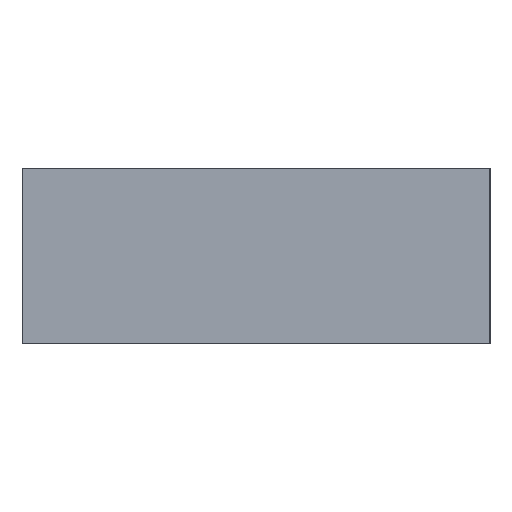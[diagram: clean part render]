
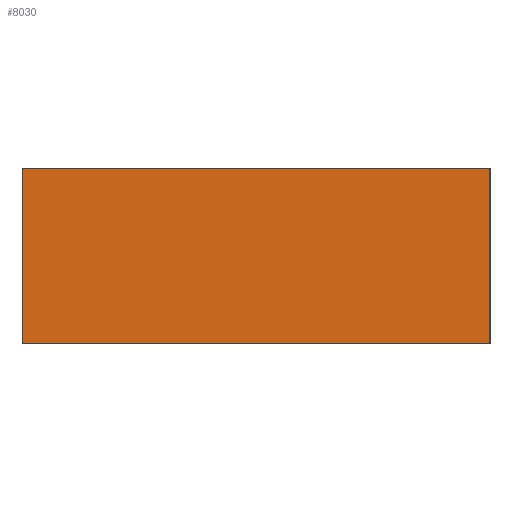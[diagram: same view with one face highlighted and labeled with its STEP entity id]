
A CAD part, left-side view. The second image highlights one B-rep face of the part: STEP entity #8030.
In plain terms, the highlighted planar face has unit normal (-1, 0, 0).
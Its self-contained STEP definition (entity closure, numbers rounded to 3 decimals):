
#714 = PLANE('',#715);
#715 = AXIS2_PLACEMENT_3D('',#716,#717,#718);
#716 = CARTESIAN_POINT('',(0.,0.8,0.));
#717 = DIRECTION('',(0.,1.,0.));
#718 = DIRECTION('',(0.,0.,1.));
#1103 = PLANE('',#1104);
#1104 = AXIS2_PLACEMENT_3D('',#1105,#1106,#1107);
#1105 = CARTESIAN_POINT('',(-1.6,-0.8,0.6));
#1106 = DIRECTION('',(0.,0.,1.));
#1107 = DIRECTION('',(1.,0.,0.));
#3587 = PLANE('',#3588);
#3588 = AXIS2_PLACEMENT_3D('',#3589,#3590,#3591);
#3589 = CARTESIAN_POINT('',(0.,-0.8,0.));
#3590 = DIRECTION('',(0.,1.,0.));
#3591 = DIRECTION('',(0.,0.,1.));
#3831 = VERTEX_POINT('',#3832);
#3832 = CARTESIAN_POINT('',(-1.6,0.8,0.));
#3846 = PLANE('',#3847);
#3847 = AXIS2_PLACEMENT_3D('',#3848,#3849,#3850);
#3848 = CARTESIAN_POINT('',(-1.15,-0.8,0.));
#3849 = DIRECTION('',(0.,0.,-1.));
#3850 = DIRECTION('',(-1.,0.,0.));
#3858 = EDGE_CURVE('',#3831,#3859,#3861,.T.);
#3859 = VERTEX_POINT('',#3860);
#3860 = CARTESIAN_POINT('',(-1.6,0.8,0.6));
#3861 = SURFACE_CURVE('',#3862,(#3866,#3873),.PCURVE_S1.);
#3862 = LINE('',#3863,#3864);
#3863 = CARTESIAN_POINT('',(-1.6,0.8,0.));
#3864 = VECTOR('',#3865,1.);
#3865 = DIRECTION('',(0.,0.,1.));
#3866 = PCURVE('',#714,#3867);
#3867 = DEFINITIONAL_REPRESENTATION('',(#3868),#3872);
#3868 = LINE('',#3869,#3870);
#3869 = CARTESIAN_POINT('',(0.,-1.6));
#3870 = VECTOR('',#3871,1.);
#3871 = DIRECTION('',(1.,0.));
#3872 = ( GEOMETRIC_REPRESENTATION_CONTEXT(2) 
PARAMETRIC_REPRESENTATION_CONTEXT() REPRESENTATION_CONTEXT('2D SPACE',''
  ) );
#3873 = PCURVE('',#3874,#3879);
#3874 = PLANE('',#3875);
#3875 = AXIS2_PLACEMENT_3D('',#3876,#3877,#3878);
#3876 = CARTESIAN_POINT('',(-1.6,-0.8,0.));
#3877 = DIRECTION('',(-1.,0.,0.));
#3878 = DIRECTION('',(0.,0.,1.));
#3879 = DEFINITIONAL_REPRESENTATION('',(#3880),#3884);
#3880 = LINE('',#3881,#3882);
#3881 = CARTESIAN_POINT('',(0.,1.6));
#3882 = VECTOR('',#3883,1.);
#3883 = DIRECTION('',(1.,0.));
#3884 = ( GEOMETRIC_REPRESENTATION_CONTEXT(2) 
PARAMETRIC_REPRESENTATION_CONTEXT() REPRESENTATION_CONTEXT('2D SPACE',''
  ) );
#4219 = EDGE_CURVE('',#4220,#3859,#4222,.T.);
#4220 = VERTEX_POINT('',#4221);
#4221 = CARTESIAN_POINT('',(-1.6,-0.8,0.6));
#4222 = SURFACE_CURVE('',#4223,(#4227,#4234),.PCURVE_S1.);
#4223 = LINE('',#4224,#4225);
#4224 = CARTESIAN_POINT('',(-1.6,-0.8,0.6));
#4225 = VECTOR('',#4226,1.);
#4226 = DIRECTION('',(0.,1.,0.));
#4227 = PCURVE('',#1103,#4228);
#4228 = DEFINITIONAL_REPRESENTATION('',(#4229),#4233);
#4229 = LINE('',#4230,#4231);
#4230 = CARTESIAN_POINT('',(0.,0.));
#4231 = VECTOR('',#4232,1.);
#4232 = DIRECTION('',(0.,1.));
#4233 = ( GEOMETRIC_REPRESENTATION_CONTEXT(2) 
PARAMETRIC_REPRESENTATION_CONTEXT() REPRESENTATION_CONTEXT('2D SPACE',''
  ) );
#4234 = PCURVE('',#3874,#4235);
#4235 = DEFINITIONAL_REPRESENTATION('',(#4236),#4240);
#4236 = LINE('',#4237,#4238);
#4237 = CARTESIAN_POINT('',(0.6,0.));
#4238 = VECTOR('',#4239,1.);
#4239 = DIRECTION('',(0.,1.));
#4240 = ( GEOMETRIC_REPRESENTATION_CONTEXT(2) 
PARAMETRIC_REPRESENTATION_CONTEXT() REPRESENTATION_CONTEXT('2D SPACE',''
  ) );
#7863 = VERTEX_POINT('',#7864);
#7864 = CARTESIAN_POINT('',(-1.6,-0.8,0.));
#7885 = EDGE_CURVE('',#7863,#4220,#7886,.T.);
#7886 = SURFACE_CURVE('',#7887,(#7891,#7898),.PCURVE_S1.);
#7887 = LINE('',#7888,#7889);
#7888 = CARTESIAN_POINT('',(-1.6,-0.8,0.));
#7889 = VECTOR('',#7890,1.);
#7890 = DIRECTION('',(0.,0.,1.));
#7891 = PCURVE('',#3587,#7892);
#7892 = DEFINITIONAL_REPRESENTATION('',(#7893),#7897);
#7893 = LINE('',#7894,#7895);
#7894 = CARTESIAN_POINT('',(0.,-1.6));
#7895 = VECTOR('',#7896,1.);
#7896 = DIRECTION('',(1.,0.));
#7897 = ( GEOMETRIC_REPRESENTATION_CONTEXT(2) 
PARAMETRIC_REPRESENTATION_CONTEXT() REPRESENTATION_CONTEXT('2D SPACE',''
  ) );
#7898 = PCURVE('',#3874,#7899);
#7899 = DEFINITIONAL_REPRESENTATION('',(#7900),#7904);
#7900 = LINE('',#7901,#7902);
#7901 = CARTESIAN_POINT('',(0.,0.));
#7902 = VECTOR('',#7903,1.);
#7903 = DIRECTION('',(1.,0.));
#7904 = ( GEOMETRIC_REPRESENTATION_CONTEXT(2) 
PARAMETRIC_REPRESENTATION_CONTEXT() REPRESENTATION_CONTEXT('2D SPACE',''
  ) );
#8030 = ADVANCED_FACE('',(#8031),#3874,.T.);
#8031 = FACE_BOUND('',#8032,.T.);
#8032 = EDGE_LOOP('',(#8033,#8034,#8035,#8056));
#8033 = ORIENTED_EDGE('',*,*,#4219,.T.);
#8034 = ORIENTED_EDGE('',*,*,#3858,.F.);
#8035 = ORIENTED_EDGE('',*,*,#8036,.F.);
#8036 = EDGE_CURVE('',#7863,#3831,#8037,.T.);
#8037 = SURFACE_CURVE('',#8038,(#8042,#8049),.PCURVE_S1.);
#8038 = LINE('',#8039,#8040);
#8039 = CARTESIAN_POINT('',(-1.6,-0.8,0.));
#8040 = VECTOR('',#8041,1.);
#8041 = DIRECTION('',(0.,1.,0.));
#8042 = PCURVE('',#3874,#8043);
#8043 = DEFINITIONAL_REPRESENTATION('',(#8044),#8048);
#8044 = LINE('',#8045,#8046);
#8045 = CARTESIAN_POINT('',(0.,0.));
#8046 = VECTOR('',#8047,1.);
#8047 = DIRECTION('',(0.,1.));
#8048 = ( GEOMETRIC_REPRESENTATION_CONTEXT(2) 
PARAMETRIC_REPRESENTATION_CONTEXT() REPRESENTATION_CONTEXT('2D SPACE',''
  ) );
#8049 = PCURVE('',#3846,#8050);
#8050 = DEFINITIONAL_REPRESENTATION('',(#8051),#8055);
#8051 = LINE('',#8052,#8053);
#8052 = CARTESIAN_POINT('',(0.45,0.));
#8053 = VECTOR('',#8054,1.);
#8054 = DIRECTION('',(0.,1.));
#8055 = ( GEOMETRIC_REPRESENTATION_CONTEXT(2) 
PARAMETRIC_REPRESENTATION_CONTEXT() REPRESENTATION_CONTEXT('2D SPACE',''
  ) );
#8056 = ORIENTED_EDGE('',*,*,#7885,.T.);
